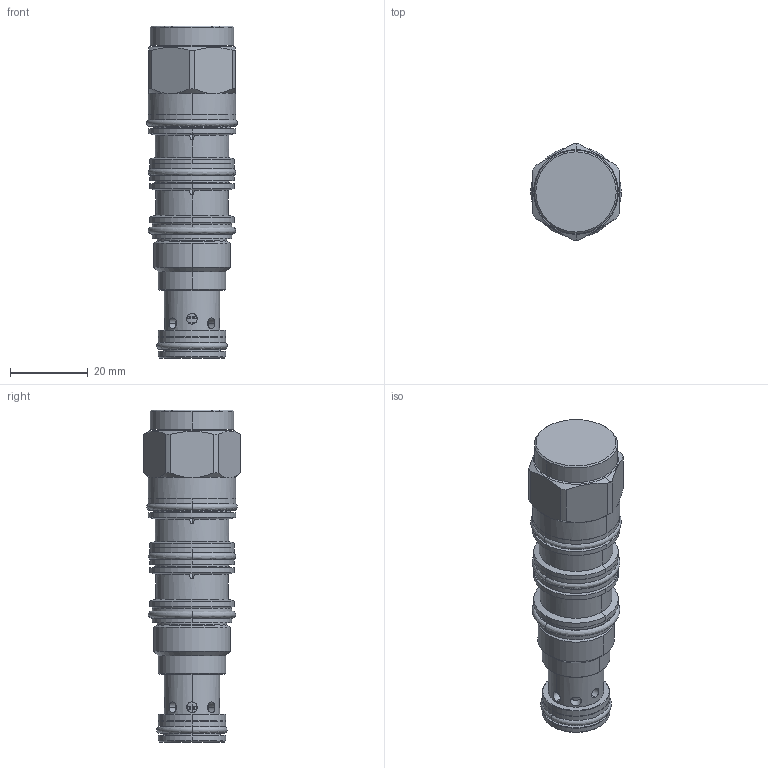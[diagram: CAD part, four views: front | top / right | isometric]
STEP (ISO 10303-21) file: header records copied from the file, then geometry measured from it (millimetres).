
FILE_DESCRIPTION((''),'2;1');
FILE_NAME('LRDS-XHN_PRT','2013-11-27T',('Administrator'),(''),'PRO/ENGINEER BY PARAMETRIC TECHNOLOGY CORPORATION, 2006240','PRO/ENGINEER BY PARAMETRIC TECHNOLOGY CORPORATION, 2006240','');
FILE_SCHEMA(('CONFIG_CONTROL_DESIGN'));
Length unit declared in the file: inch
Products named in the file (1): LRDS-XHN_PRT
Bounding box: 23.29 x 24.84 x 85.52 mm (x, y, z)
Volume: 21055.1 mm3; surface area: 12903 mm2
Topology: 5 solids, 6 shells, 373 faces, 924 edges, 559 vertices
Faces by surface type: cylinder 168, cone 76, plane 67, torus 46, revolution 16
Entity records: 13706 total; most frequent: CARTESIAN_POINT 4918, DIRECTION 1852, ORIENTED_EDGE 1820, EDGE_CURVE 910, AXIS2_PLACEMENT_3D 793, VERTEX_POINT 559, CIRCLE 436, EDGE_LOOP 429
